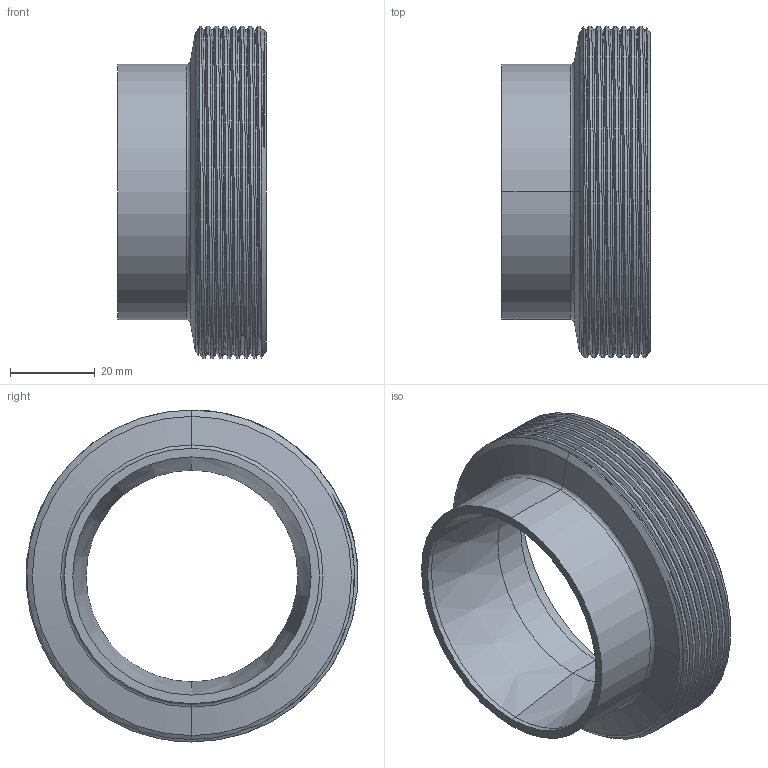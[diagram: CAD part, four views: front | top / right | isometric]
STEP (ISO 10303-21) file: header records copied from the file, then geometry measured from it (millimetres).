
FILE_DESCRIPTION (( 'STEP AP203' ), '1' );
FILE_NAME ('3D-M2101P_60.3x2_174094040.STEP', '2024-09-04T14:02:39', ( '' ), ( '' ), 'SwSTEP 2.0', 'SolidWorks 2024', '' );
FILE_SCHEMA (( 'CONFIG_CONTROL_DESIGN' ));
Length unit declared in the file: millimetre
Products named in the file (1): 3D-M2101P_60.3x2_174094040
Bounding box: 35 x 78.29 x 78.42 mm (x, y, z)
Volume: 47018.7 mm3; surface area: 21383.2 mm2
Topology: 1 solids, 1 shells, 45 faces, 109 edges, 68 vertices
Faces by surface type: cylinder 26, cone 10, plane 4, bspline 3, torus 2
Entity records: 3427 total; most frequent: CARTESIAN_POINT 2392, ORIENTED_EDGE 218, DIRECTION 187, EDGE_CURVE 109, AXIS2_PLACEMENT_3D 76, VERTEX_POINT 68, EDGE_LOOP 49, FACE_OUTER_BOUND 45
